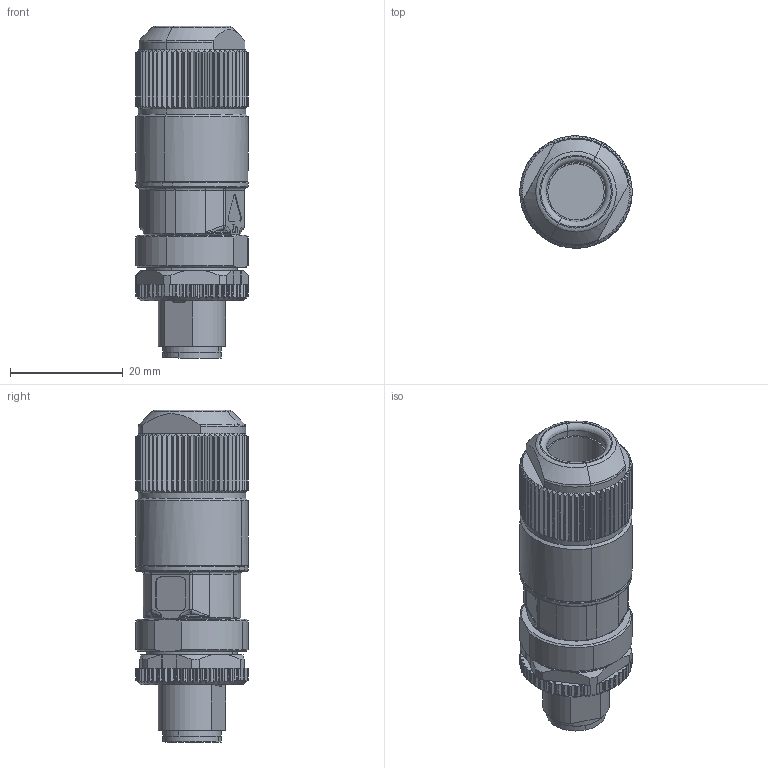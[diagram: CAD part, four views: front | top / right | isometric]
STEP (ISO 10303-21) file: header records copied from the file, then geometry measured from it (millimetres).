
FILE_DESCRIPTION(('CATIA V5 STEP Exchange','CAx-IF Rec.Pracs.--- Model Styling and Organization---1.4--- 2014-01-23'),'2;1');
FILE_NAME ('029807-4_0', '2020-04-21T07:03:52+00:00', ('none'), ('Weidmueller'), 'CATIA Version 5-6 Release 2016 SP3 HF44', 'CATIA V5 STEP AP214', 'none');
FILE_SCHEMA(('AUTOMOTIVE_DESIGN { 1 0 10303 214 1 1 1 1 }'));
Length unit declared in the file: millimetre
Products named in the file (1): 2007500000
Bounding box: 19.9 x 19.9 x 58.85 mm (x, y, z)
Volume: 12431 mm3; surface area: 5699.2 mm2
Topology: 17 solids, 17 shells, 998 faces, 2508 edges, 1518 vertices
Faces by surface type: plane 389, cylinder 349, cone 146, torus 44, bspline 38, sphere 32
Entity records: 31529 total; most frequent: CARTESIAN_POINT 10027, ORIENTED_EDGE 4936, DIRECTION 3505, EDGE_CURVE 2468, AXIS2_PLACEMENT_3D 1577, VERTEX_POINT 1518, EDGE_LOOP 1028, ADVANCED_FACE 998
